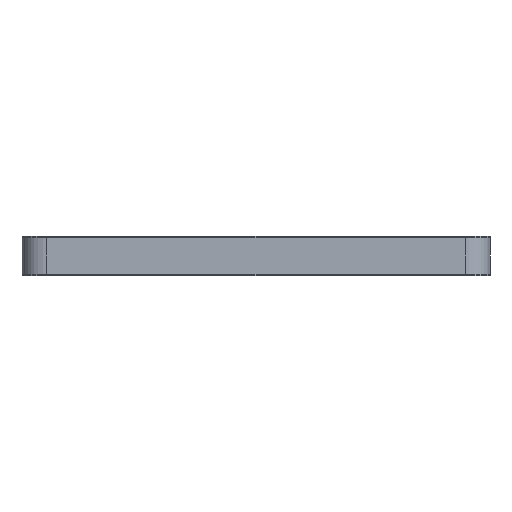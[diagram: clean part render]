
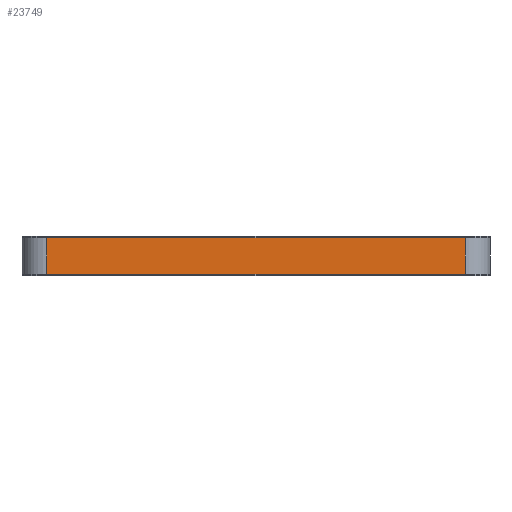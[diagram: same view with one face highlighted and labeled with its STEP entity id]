
A CAD part, front view. The second image highlights one B-rep face of the part: STEP entity #23749.
In plain terms, the highlighted planar face has unit normal (0, -1, 0).
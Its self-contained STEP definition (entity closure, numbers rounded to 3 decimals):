
#163=PLANE('',#25054);
#1317=FACE_OUTER_BOUND('',#2530,.T.);
#2530=EDGE_LOOP('',(#16686,#16687,#16688,#16689));
#3835=LINE('',#32624,#7232);
#3836=LINE('',#32627,#7233);
#3837=LINE('',#32629,#7234);
#3838=LINE('',#32630,#7235);
#7232=VECTOR('',#26503,10.);
#7233=VECTOR('',#26506,10.);
#7234=VECTOR('',#26507,10.);
#7235=VECTOR('',#26508,10.);
#10757=VERTEX_POINT('',#32620);
#10758=VERTEX_POINT('',#32622);
#10759=VERTEX_POINT('',#32626);
#10760=VERTEX_POINT('',#32628);
#13133=EDGE_CURVE('',#10757,#10758,#3835,.T.);
#13134=EDGE_CURVE('',#10759,#10757,#3836,.T.);
#13135=EDGE_CURVE('',#10760,#10758,#3837,.T.);
#13136=EDGE_CURVE('',#10759,#10760,#3838,.T.);
#16686=ORIENTED_EDGE('',*,*,#13134,.T.);
#16687=ORIENTED_EDGE('',*,*,#13133,.T.);
#16688=ORIENTED_EDGE('',*,*,#13135,.F.);
#16689=ORIENTED_EDGE('',*,*,#13136,.F.);
#23749=ADVANCED_FACE('',(#1317),#163,.T.);
#25054=AXIS2_PLACEMENT_3D('',#32625,#26504,#26505);
#26503=DIRECTION('',(0.,0.,1.));
#26504=DIRECTION('center_axis',(0.,-1.,0.));
#26505=DIRECTION('ref_axis',(1.,0.,0.));
#26506=DIRECTION('',(1.,0.,0.));
#26507=DIRECTION('',(1.,0.,0.));
#26508=DIRECTION('',(0.,0.,1.));
#32620=CARTESIAN_POINT('',(18.034,0.,0.));
#32622=CARTESIAN_POINT('',(18.034,0.,1.5));
#32624=CARTESIAN_POINT('',(18.034,0.,0.));
#32625=CARTESIAN_POINT('Origin',(1.016,0.,
0.));
#32626=CARTESIAN_POINT('',(1.016,0.,0.));
#32627=CARTESIAN_POINT('',(1.016,0.,0.));
#32628=CARTESIAN_POINT('',(1.016,0.,1.5));
#32629=CARTESIAN_POINT('',(1.016,0.,1.5));
#32630=CARTESIAN_POINT('',(1.016,0.,0.));
